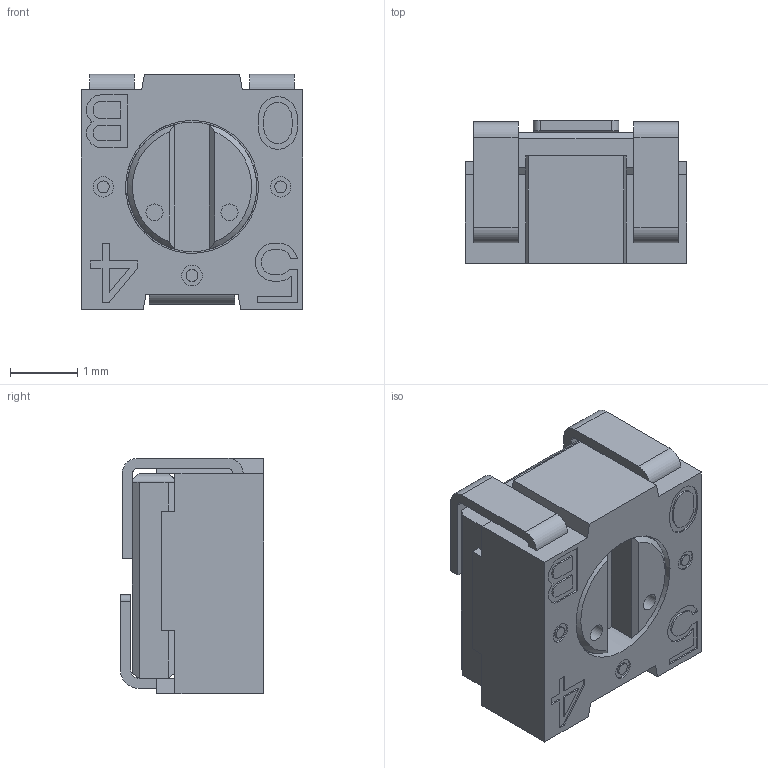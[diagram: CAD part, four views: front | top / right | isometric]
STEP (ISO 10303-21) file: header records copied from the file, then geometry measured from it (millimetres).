
FILE_DESCRIPTION(/* description */ ('STEP AP242','CAx-IF Rec.Pracs.---Representation and Presentation of Product Manufacturing Information (PMI)---4.0---2014-10-13','CAx-IF Rec.Pracs.---3D Tessellated Geometry---0.4---2014-09-14','2;1'),/* implementation_level */ '2;1');
FILE_NAME(/* name */ '66bec1b5a01a1d79eda97833',/* time_stamp */ '2024-08-16T03:04:21Z',/* author */ (''),/* organization */ (''),/* preprocessor_version */ 'ST-DEVELOPER v20',/* originating_system */ ' ',/* authorisation */ ' ');
FILE_SCHEMA (('AP242_MANAGED_MODEL_BASED_3D_ENGINEERING_MIM_LF { 1 0 10303 442 1 1 4 }'));
Length unit declared in the file: metre
Products named in the file (1): P3313-A-HSG_1
Bounding box: 3.3 x 2.13 x 3.51 mm (x, y, z)
Volume: 19.9 mm3; surface area: 91.4 mm2
Topology: 1 solids, 1 shells, 285 faces, 805 edges, 524 vertices
Faces by surface type: plane 242, cylinder 39, cone 4
Full cylindrical faces by diameter (mm): 0.178 x3, 0.254 x2, 0.305 x3, 1.981 x1, 2.79 x1, 2.87 x1, 2.896 x1
Entity records: 10607 total; most frequent: CARTESIAN_POINT 1604, ORIENTED_EDGE 1574, DIRECTION 1453, EDGE_CURVE 787, LINE 685, VECTOR 685, VERTEX_POINT 519, AXIS2_PLACEMENT_3D 384
